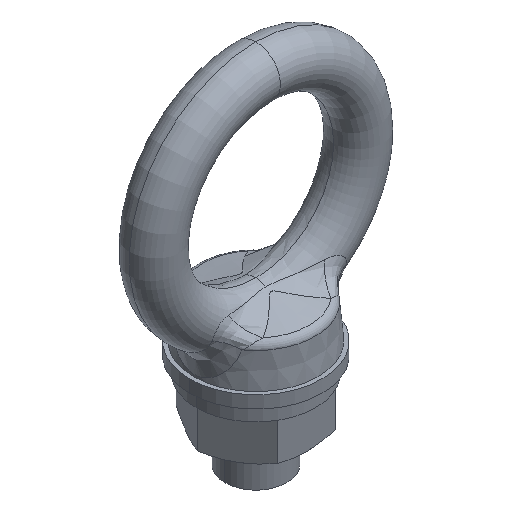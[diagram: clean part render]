
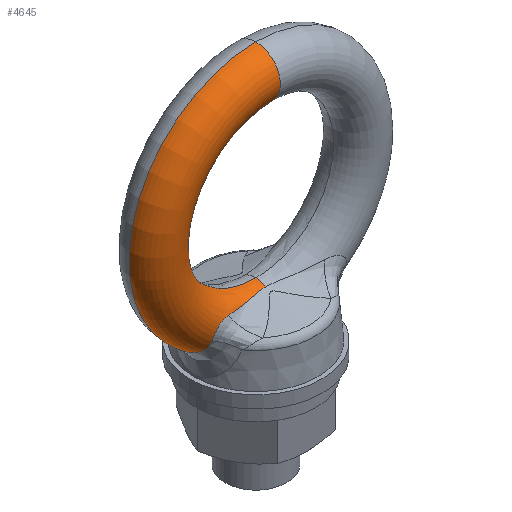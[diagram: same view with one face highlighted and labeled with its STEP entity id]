
A CAD part, isometric view. The second image highlights one B-rep face of the part: STEP entity #4645.
In plain terms, the highlighted toroidal (fillet/blend) face has major radius 13.15 mm and minor radius 3.15 mm.
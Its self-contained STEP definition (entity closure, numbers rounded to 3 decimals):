
#2182 = CARTESIAN_POINT ( 'NONE',  ( 0., 0., 16.3 ) ) ;
#2183 = DIRECTION ( 'NONE',  ( 0., 0., -1. ) ) ;
#2184 = DIRECTION ( 'NONE',  ( 1., 0., 0. ) ) ;
#2185 = AXIS2_PLACEMENT_3D ( 'NONE', #2191, #2184, #2183 ) ;
#2186 = CIRCLE ( 'NONE', #2185, 3.15 ) ;
#2191 = CARTESIAN_POINT ( 'NONE',  ( 0., 0., 13.15 ) ) ;
#2252 = CARTESIAN_POINT ( 'NONE',  ( -8.751, -2.716, -11.878 ) ) ;
#2253 = CARTESIAN_POINT ( 'NONE',  ( -8.8, -2.63, -12.013 ) ) ;
#2254 = CARTESIAN_POINT ( 'NONE',  ( -8.909, -2.437, -12.257 ) ) ;
#2255 = CARTESIAN_POINT ( 'NONE',  ( -8.969, -2.33, -12.366 ) ) ;
#2256 = CARTESIAN_POINT ( 'NONE',  ( -9.09, -2.097, -12.562 ) ) ;
#2257 = CARTESIAN_POINT ( 'NONE',  ( -9.152, -1.97, -12.65 ) ) ;
#2258 = CARTESIAN_POINT ( 'NONE',  ( -9.268, -1.705, -12.801 ) ) ;
#2259 = CARTESIAN_POINT ( 'NONE',  ( -9.322, -1.566, -12.866 ) ) ;
#2260 = CARTESIAN_POINT ( 'NONE',  ( -9.419, -1.275, -12.977 ) ) ;
#2261 = CARTESIAN_POINT ( 'NONE',  ( -9.463, -1.121, -13.023 ) ) ;
#2262 = CARTESIAN_POINT ( 'NONE',  ( -9.533, -0.81, -13.097 ) ) ;
#2263 = CARTESIAN_POINT ( 'NONE',  ( -9.56, -0.651, -13.124 ) ) ;
#2264 = CARTESIAN_POINT ( 'NONE',  ( -9.596, -0.329, -13.16 ) ) ;
#2265 = CARTESIAN_POINT ( 'NONE',  ( -9.606, -0.164, -13.169 ) ) ;
#2266 = CARTESIAN_POINT ( 'NONE',  ( -6.153, -2.685, -9.72 ) ) ;
#2267 = B_SPLINE_CURVE_WITH_KNOTS ( 'NONE', 3,
 ( #2315, #2314, #2313, #2312, #2311, #2310, #2309, #2308, #2307, #2306, #2305, #2304, #2303, #2302, #2301, #2300 ),
 .UNSPECIFIED., .F., .F.,
 ( 4, 2, 2, 2, 2, 2, 2, 4 ),
 ( 0., 0., 0.001, 0.001, 0.002, 0.002, 0.003, 0.003 ),
 .UNSPECIFIED. ) ;
#2269 = CARTESIAN_POINT ( 'NONE',  ( -9.606, 0., -13.169 ) ) ;
#2270 = CARTESIAN_POINT ( 'NONE',  ( -8.638, -2.966, -11.283 ) ) ;
#2271 = B_SPLINE_CURVE_WITH_KNOTS ( 'NONE', 3,
 ( #2269, #2265, #2264, #2263, #2262, #2261, #2260, #2259, #2258, #2257, #2256, #2255, #2254, #2253, #2252, #2319, #2318, #2317 ),
 .UNSPECIFIED., .F., .F.,
 ( 4, 2, 2, 2, 2, 2, 2, 2, 4 ),
 ( 0.004, 0.004, 0.005, 0.005, 0.006, 0.006, 0.007, 0.007, 0.008 ),
 .UNSPECIFIED. ) ;
#2272 = DIRECTION ( 'NONE',  ( 0., 0., -1. ) ) ;
#2273 = DIRECTION ( 'NONE',  ( 0., -1., 0. ) ) ;
#2274 = CARTESIAN_POINT ( 'NONE',  ( 0., 0., 0. ) ) ;
#2275 = AXIS2_PLACEMENT_3D ( 'NONE', #2274, #2273, #2272 ) ;
#2276 = CIRCLE ( 'NONE', #2275, 16.3 ) ;
#2300 = CARTESIAN_POINT ( 'NONE',  ( -6.153, -2.685, -9.72 ) ) ;
#2301 = CARTESIAN_POINT ( 'NONE',  ( -6.433, -2.749, -9.665 ) ) ;
#2302 = CARTESIAN_POINT ( 'NONE',  ( -6.714, -2.82, -9.626 ) ) ;
#2303 = CARTESIAN_POINT ( 'NONE',  ( -7.139, -2.931, -9.637 ) ) ;
#2304 = CARTESIAN_POINT ( 'NONE',  ( -7.281, -2.969, -9.653 ) ) ;
#2305 = CARTESIAN_POINT ( 'NONE',  ( -7.556, -3.038, -9.719 ) ) ;
#2306 = CARTESIAN_POINT ( 'NONE',  ( -7.688, -3.07, -9.768 ) ) ;
#2307 = CARTESIAN_POINT ( 'NONE',  ( -7.939, -3.12, -9.91 ) ) ;
#2308 = CARTESIAN_POINT ( 'NONE',  ( -8.055, -3.138, -10.001 ) ) ;
#2309 = CARTESIAN_POINT ( 'NONE',  ( -8.256, -3.153, -10.215 ) ) ;
#2310 = CARTESIAN_POINT ( 'NONE',  ( -8.34, -3.151, -10.334 ) ) ;
#2311 = CARTESIAN_POINT ( 'NONE',  ( -8.477, -3.126, -10.593 ) ) ;
#2312 = CARTESIAN_POINT ( 'NONE',  ( -8.529, -3.103, -10.73 ) ) ;
#2313 = CARTESIAN_POINT ( 'NONE',  ( -8.604, -3.045, -11.004 ) ) ;
#2314 = CARTESIAN_POINT ( 'NONE',  ( -8.627, -3.009, -11.143 ) ) ;
#2315 = CARTESIAN_POINT ( 'NONE',  ( -8.638, -2.966, -11.283 ) ) ;
#2317 = CARTESIAN_POINT ( 'NONE',  ( -8.638, -2.966, -11.283 ) ) ;
#2318 = CARTESIAN_POINT ( 'NONE',  ( -8.651, -2.919, -11.441 ) ) ;
#2319 = CARTESIAN_POINT ( 'NONE',  ( -8.676, -2.86, -11.592 ) ) ;
#3368 = FACE_OUTER_BOUND ( 'NONE', #4646, .T. ) ;
#3378 = DIRECTION ( 'NONE',  ( 0., 0., -1. ) ) ;
#3379 = DIRECTION ( 'NONE',  ( 0., -1., 0. ) ) ;
#3380 = CARTESIAN_POINT ( 'NONE',  ( 0., 0., 0. ) ) ;
#3381 = AXIS2_PLACEMENT_3D ( 'NONE', #3380, #3379, #3378 ) ;
#3382 = CIRCLE ( 'NONE', #3381, 10. ) ;
#3389 = CARTESIAN_POINT ( 'NONE',  ( 0., 0., -10. ) ) ;
#3390 = DIRECTION ( 'NONE',  ( 0., 0., 1. ) ) ;
#3391 = DIRECTION ( 'NONE',  ( -1., 0., 0. ) ) ;
#3392 = AXIS2_PLACEMENT_3D ( 'NONE', #3398, #3391, #3390 ) ;
#3393 = CIRCLE ( 'NONE', #3392, 3.15 ) ;
#3398 = CARTESIAN_POINT ( 'NONE',  ( 0., 0., -13.15 ) ) ;
#3409 = DIRECTION ( 'NONE',  ( 0., 0., -1. ) ) ;
#3410 = DIRECTION ( 'NONE',  ( 0., -1., 0. ) ) ;
#3411 = AXIS2_PLACEMENT_3D ( 'NONE', #3424, #3410, #3409 ) ;
#3423 = TOROIDAL_SURFACE ( 'NONE', #3411, 13.15, 3.15 ) ;
#3424 = CARTESIAN_POINT ( 'NONE',  ( 0., 0., 0. ) ) ;
#3438 = CARTESIAN_POINT ( 'NONE',  ( 0., 0., 10. ) ) ;
#3487 = CARTESIAN_POINT ( 'NONE',  ( -9.606, 0., -13.169 ) ) ;
#4507 = EDGE_CURVE ( 'NONE', #4508, #4664, #2186, .T. ) ;
#4508 = VERTEX_POINT ( 'NONE', #2182 ) ;
#4554 = EDGE_CURVE ( 'NONE', #4508, #4666, #2276, .T. ) ;
#4555 = ORIENTED_EDGE ( 'NONE', *, *, #4556, .T. ) ;
#4556 = EDGE_CURVE ( 'NONE', #4666, #4557, #2271, .T. ) ;
#4557 = VERTEX_POINT ( 'NONE', #2270 ) ;
#4558 = ORIENTED_EDGE ( 'NONE', *, *, #4559, .T. ) ;
#4559 = EDGE_CURVE ( 'NONE', #4557, #4560, #2267, .T. ) ;
#4560 = VERTEX_POINT ( 'NONE', #2266 ) ;
#4565 = ORIENTED_EDGE ( 'NONE', *, *, #4507, .F. ) ;
#4583 = ORIENTED_EDGE ( 'NONE', *, *, #4584, .T. ) ;
#4584 = EDGE_CURVE ( 'NONE', #4560, #4585, #7298, .T. ) ;
#4585 = VERTEX_POINT ( 'NONE', #7299 ) ;
#4636 = ORIENTED_EDGE ( 'NONE', *, *, #4637, .F. ) ;
#4637 = EDGE_CURVE ( 'NONE', #4664, #4655, #3382, .T. ) ;
#4645 = ADVANCED_FACE ( 'NONE', ( #3368 ), #3423, .T. ) ;
#4646 = EDGE_LOOP ( 'NONE', ( #4565, #4665, #4555, #4558, #4583, #4653, #4636 ) ) ;
#4653 = ORIENTED_EDGE ( 'NONE', *, *, #4654, .T. ) ;
#4654 = EDGE_CURVE ( 'NONE', #4585, #4655, #3393, .T. ) ;
#4655 = VERTEX_POINT ( 'NONE', #3389 ) ;
#4664 = VERTEX_POINT ( 'NONE', #3438 ) ;
#4665 = ORIENTED_EDGE ( 'NONE', *, *, #4554, .T. ) ;
#4666 = VERTEX_POINT ( 'NONE', #3487 ) ;
#7298 = B_SPLINE_CURVE_WITH_KNOTS ( 'NONE', 3,
 ( #7300, #7301, #7303, #7302, #7335, #7334, #7333, #7332, #7331, #7371 ),
 .UNSPECIFIED., .F., .F.,
 ( 4, 2, 2, 2, 4 ),
 ( 0., 0.003, 0.005, 0.006, 0.006 ),
 .UNSPECIFIED. ) ;
#7299 = CARTESIAN_POINT ( 'NONE',  ( 0., -1.313, -10.287 ) ) ;
#7300 = CARTESIAN_POINT ( 'NONE',  ( -6.153, -2.685, -9.72 ) ) ;
#7301 = CARTESIAN_POINT ( 'NONE',  ( -5.138, -2.456, -9.92 ) ) ;
#7302 = CARTESIAN_POINT ( 'NONE',  ( -2.599, -1.782, -10.234 ) ) ;
#7303 = CARTESIAN_POINT ( 'NONE',  ( -4.129, -2.184, -10.089 ) ) ;
#7331 = CARTESIAN_POINT ( 'NONE',  ( -0.265, -1.313, -10.287 ) ) ;
#7332 = CARTESIAN_POINT ( 'NONE',  ( -0.529, -1.338, -10.288 ) ) ;
#7333 = CARTESIAN_POINT ( 'NONE',  ( -1.054, -1.419, -10.287 ) ) ;
#7334 = CARTESIAN_POINT ( 'NONE',  ( -1.313, -1.472, -10.284 ) ) ;
#7335 = CARTESIAN_POINT ( 'NONE',  ( -2.087, -1.648, -10.264 ) ) ;
#7371 = CARTESIAN_POINT ( 'NONE',  ( 0., -1.313, -10.287 ) ) ;
